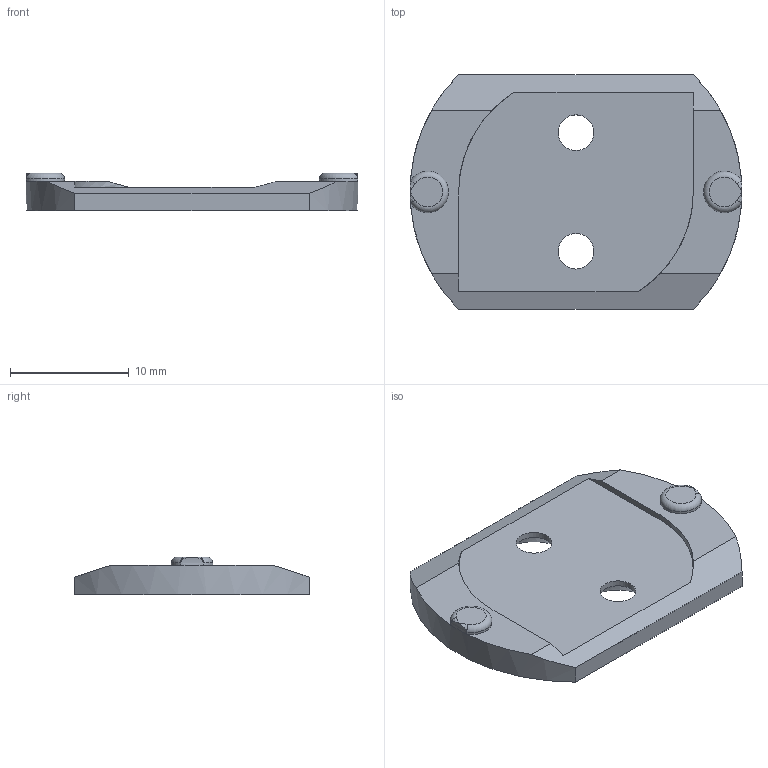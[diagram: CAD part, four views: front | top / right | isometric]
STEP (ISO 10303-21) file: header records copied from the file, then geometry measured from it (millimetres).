
FILE_DESCRIPTION(('FreeCAD Model'),'2;1');
FILE_NAME('Open CASCADE Shape Model','2024-07-13T17:24:33',(''),(''), 'Open CASCADE STEP processor 7.7','FreeCAD','Unknown');
FILE_SCHEMA(('AUTOMOTIVE_DESIGN { 1 0 10303 214 1 1 1 1 }'));
Length unit declared in the file: millimetre
Products named in the file (1): deckel_federplatte
Bounding box: 28 x 19.8 x 3.2 mm (x, y, z)
Volume: 1007.8 mm3; surface area: 1200.1 mm2
Topology: 1 solids, 1 shells, 30 faces, 74 edges, 46 vertices
Faces by surface type: plane 12, cylinder 10, bspline 4, cone 2, torus 2
Full cylindrical faces by diameter (mm): 3 x2
Entity records: 2370 total; most frequent: CARTESIAN_POINT 905, DIRECTION 264, ORIENTED_EDGE 148, PCURVE 148, DEFINITIONAL_REPRESENTATION 148, LINE 130, VECTOR 130, EDGE_CURVE 74
